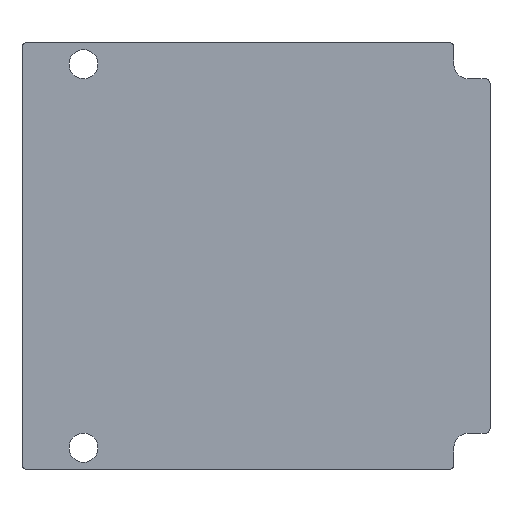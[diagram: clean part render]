
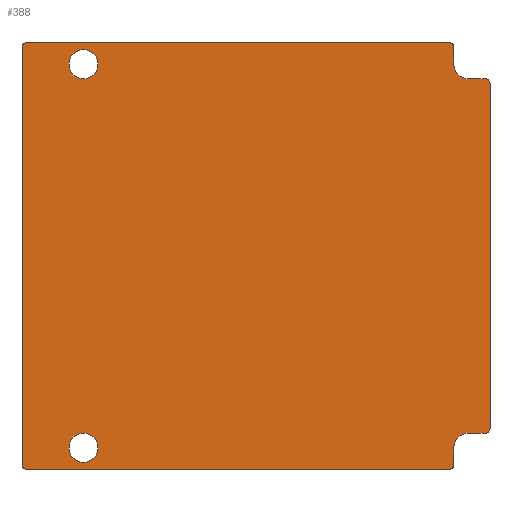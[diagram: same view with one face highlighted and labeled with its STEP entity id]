
A CAD part, top view. The second image highlights one B-rep face of the part: STEP entity #388.
In plain terms, the highlighted planar face has unit normal (0, 0, 1).
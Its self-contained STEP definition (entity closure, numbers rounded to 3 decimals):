
#17=FACE_BOUND('',#71,.T.);
#18=FACE_BOUND('',#72,.T.);
#28=PLANE('',#430);
#48=FACE_OUTER_BOUND('',#70,.T.);
#70=EDGE_LOOP('',(#341,#342,#343,#344,#345,#346,#347,#348,#349,#350,#351,
#352,#353,#354,#355,#356));
#71=EDGE_LOOP('',(#357));
#72=EDGE_LOOP('',(#358));
#75=LINE('',#563,#109);
#80=LINE('',#577,#114);
#84=LINE('',#589,#118);
#88=LINE('',#601,#122);
#92=LINE('',#613,#126);
#96=LINE('',#625,#130);
#100=LINE('',#637,#134);
#104=LINE('',#649,#138);
#109=VECTOR('',#449,10.);
#114=VECTOR('',#462,10.);
#118=VECTOR('',#474,10.);
#122=VECTOR('',#486,10.);
#126=VECTOR('',#498,10.);
#130=VECTOR('',#510,10.);
#134=VECTOR('',#522,10.);
#138=VECTOR('',#534,10.);
#142=CIRCLE('',#393,6.);
#144=CIRCLE('',#396,6.);
#145=CIRCLE('',#399,6.);
#147=CIRCLE('',#403,2.);
#149=CIRCLE('',#407,2.);
#151=CIRCLE('',#411,6.);
#153=CIRCLE('',#415,2.);
#155=CIRCLE('',#419,2.);
#157=CIRCLE('',#423,2.);
#159=CIRCLE('',#427,2.);
#162=VERTEX_POINT('',#551);
#164=VERTEX_POINT('',#557);
#165=VERTEX_POINT('',#561);
#166=VERTEX_POINT('',#562);
#169=VERTEX_POINT('',#570);
#171=VERTEX_POINT('',#576);
#173=VERTEX_POINT('',#582);
#175=VERTEX_POINT('',#588);
#177=VERTEX_POINT('',#594);
#179=VERTEX_POINT('',#600);
#181=VERTEX_POINT('',#606);
#183=VERTEX_POINT('',#612);
#185=VERTEX_POINT('',#618);
#187=VERTEX_POINT('',#624);
#189=VERTEX_POINT('',#630);
#191=VERTEX_POINT('',#636);
#193=VERTEX_POINT('',#642);
#195=VERTEX_POINT('',#648);
#199=EDGE_CURVE('',#162,#162,#142,.T.);
#202=EDGE_CURVE('',#164,#164,#144,.T.);
#203=EDGE_CURVE('',#165,#166,#75,.T.);
#207=EDGE_CURVE('',#166,#169,#145,.T.);
#210=EDGE_CURVE('',#169,#171,#80,.T.);
#213=EDGE_CURVE('',#173,#171,#147,.T.);
#216=EDGE_CURVE('',#173,#175,#84,.T.);
#219=EDGE_CURVE('',#177,#175,#149,.T.);
#222=EDGE_CURVE('',#179,#177,#88,.T.);
#225=EDGE_CURVE('',#179,#181,#151,.T.);
#228=EDGE_CURVE('',#183,#181,#92,.T.);
#231=EDGE_CURVE('',#185,#183,#153,.T.);
#234=EDGE_CURVE('',#187,#185,#96,.T.);
#237=EDGE_CURVE('',#189,#187,#155,.T.);
#240=EDGE_CURVE('',#189,#191,#100,.T.);
#243=EDGE_CURVE('',#193,#191,#157,.T.);
#246=EDGE_CURVE('',#195,#193,#104,.T.);
#249=EDGE_CURVE('',#165,#195,#159,.T.);
#341=ORIENTED_EDGE('',*,*,#249,.F.);
#342=ORIENTED_EDGE('',*,*,#203,.T.);
#343=ORIENTED_EDGE('',*,*,#207,.T.);
#344=ORIENTED_EDGE('',*,*,#210,.T.);
#345=ORIENTED_EDGE('',*,*,#213,.F.);
#346=ORIENTED_EDGE('',*,*,#216,.T.);
#347=ORIENTED_EDGE('',*,*,#219,.F.);
#348=ORIENTED_EDGE('',*,*,#222,.F.);
#349=ORIENTED_EDGE('',*,*,#225,.T.);
#350=ORIENTED_EDGE('',*,*,#228,.F.);
#351=ORIENTED_EDGE('',*,*,#231,.F.);
#352=ORIENTED_EDGE('',*,*,#234,.F.);
#353=ORIENTED_EDGE('',*,*,#237,.F.);
#354=ORIENTED_EDGE('',*,*,#240,.T.);
#355=ORIENTED_EDGE('',*,*,#243,.F.);
#356=ORIENTED_EDGE('',*,*,#246,.F.);
#357=ORIENTED_EDGE('',*,*,#202,.F.);
#358=ORIENTED_EDGE('',*,*,#199,.F.);
#388=ADVANCED_FACE('',(#48,#17,#18),#28,.F.);
#393=AXIS2_PLACEMENT_3D('',#553,#438,#439);
#396=AXIS2_PLACEMENT_3D('',#559,#445,#446);
#399=AXIS2_PLACEMENT_3D('',#571,#455,#456);
#403=AXIS2_PLACEMENT_3D('',#583,#467,#468);
#407=AXIS2_PLACEMENT_3D('',#595,#479,#480);
#411=AXIS2_PLACEMENT_3D('',#607,#491,#492);
#415=AXIS2_PLACEMENT_3D('',#619,#503,#504);
#419=AXIS2_PLACEMENT_3D('',#631,#515,#516);
#423=AXIS2_PLACEMENT_3D('',#643,#527,#528);
#427=AXIS2_PLACEMENT_3D('',#654,#539,#540);
#430=AXIS2_PLACEMENT_3D('',#657,#545,#546);
#438=DIRECTION('center_axis',(0.,0.,
1.));
#439=DIRECTION('ref_axis',(1.,0.,0.));
#445=DIRECTION('center_axis',(0.,0.,
1.));
#446=DIRECTION('ref_axis',(1.,0.,0.));
#449=DIRECTION('',(0.,1.,0.));
#455=DIRECTION('center_axis',(0.,0.,
-1.));
#456=DIRECTION('ref_axis',(1.,0.,0.));
#462=DIRECTION('',(1.,0.,0.));
#467=DIRECTION('center_axis',(0.,0.,
-1.));
#468=DIRECTION('ref_axis',(1.,0.,0.));
#474=DIRECTION('',(0.,1.,0.));
#479=DIRECTION('center_axis',(0.,0.,
-1.));
#480=DIRECTION('ref_axis',(1.,0.,0.));
#486=DIRECTION('',(1.,0.,0.));
#491=DIRECTION('center_axis',(0.,0.,
-1.));
#492=DIRECTION('ref_axis',(1.,0.,0.));
#498=DIRECTION('',(0.,-1.,0.));
#503=DIRECTION('center_axis',(0.,0.,
-1.));
#504=DIRECTION('ref_axis',(1.,0.,0.));
#510=DIRECTION('',(1.,0.,0.));
#515=DIRECTION('center_axis',(0.,0.,
-1.));
#516=DIRECTION('ref_axis',(1.,0.,0.));
#522=DIRECTION('',(0.,-1.,0.));
#527=DIRECTION('center_axis',(0.,0.,
-1.));
#528=DIRECTION('ref_axis',(1.,0.,0.));
#534=DIRECTION('',(-1.,0.,0.));
#539=DIRECTION('center_axis',(0.,0.,
-1.));
#540=DIRECTION('ref_axis',(1.,0.,0.));
#545=DIRECTION('center_axis',(0.,0.,
-1.));
#546=DIRECTION('ref_axis',(1.,0.,0.));
#551=CARTESIAN_POINT('',(216.5,172.,-5.));
#553=CARTESIAN_POINT('Origin',(222.5,172.,-5.));
#557=CARTESIAN_POINT('',(216.5,13.,-5.));
#559=CARTESIAN_POINT('Origin',(222.5,13.,-5.));
#561=CARTESIAN_POINT('',(376.,6.,-5.));
#562=CARTESIAN_POINT('',(376.,13.,-5.));
#563=CARTESIAN_POINT('',(376.,4.,-5.));
#570=CARTESIAN_POINT('',(382.,19.,-5.));
#571=CARTESIAN_POINT('Origin',(382.,13.,-5.));
#576=CARTESIAN_POINT('',(389.,19.,-5.));
#577=CARTESIAN_POINT('',(376.,19.,-5.));
#582=CARTESIAN_POINT('',(391.,21.,-5.));
#583=CARTESIAN_POINT('Origin',(389.,21.,-5.));
#588=CARTESIAN_POINT('',(391.,164.,-5.));
#589=CARTESIAN_POINT('',(391.,2.,-5.));
#594=CARTESIAN_POINT('',(389.,166.,-5.));
#595=CARTESIAN_POINT('Origin',(389.,164.,-5.));
#600=CARTESIAN_POINT('',(382.,166.,-5.));
#601=CARTESIAN_POINT('',(376.,166.,-5.));
#606=CARTESIAN_POINT('',(376.,172.,-5.));
#607=CARTESIAN_POINT('Origin',(382.,172.,-5.));
#612=CARTESIAN_POINT('',(376.,179.,-5.));
#613=CARTESIAN_POINT('',(376.,181.,-5.));
#618=CARTESIAN_POINT('',(374.,181.,-5.));
#619=CARTESIAN_POINT('Origin',(374.,179.,-5.));
#624=CARTESIAN_POINT('',(199.,181.,-5.));
#625=CARTESIAN_POINT('',(195.,181.,-5.));
#630=CARTESIAN_POINT('',(197.,179.,-5.));
#631=CARTESIAN_POINT('Origin',(199.,179.,-5.));
#636=CARTESIAN_POINT('',(197.,6.,-5.));
#637=CARTESIAN_POINT('',(197.,183.,-5.));
#642=CARTESIAN_POINT('',(199.,4.,-5.));
#643=CARTESIAN_POINT('Origin',(199.,6.,-5.));
#648=CARTESIAN_POINT('',(374.,4.,-5.));
#649=CARTESIAN_POINT('',(393.,4.,-5.));
#654=CARTESIAN_POINT('Origin',(374.,6.,-5.));
#657=CARTESIAN_POINT('Origin',(294.,92.5,-5.));
